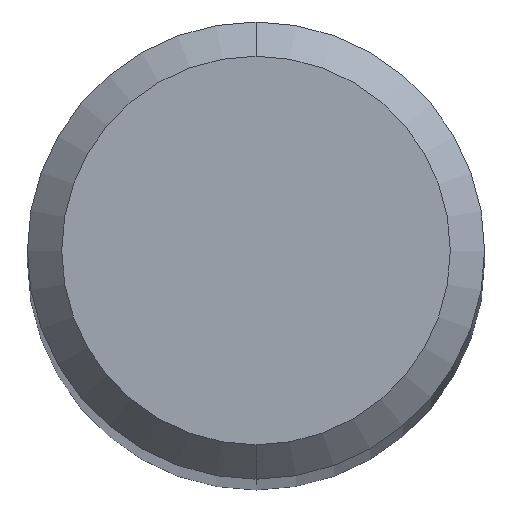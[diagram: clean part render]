
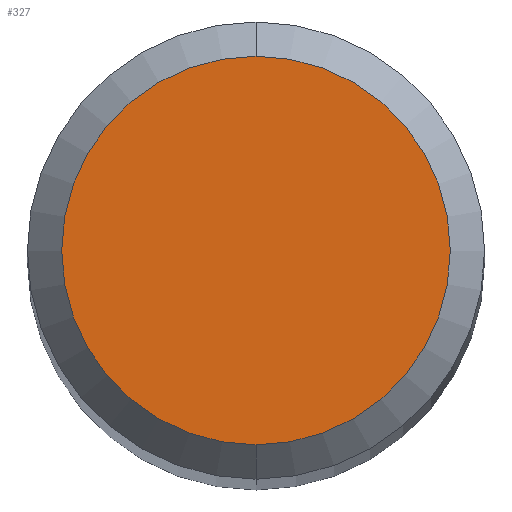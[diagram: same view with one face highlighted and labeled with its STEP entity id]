
A CAD part, top view. The second image highlights one B-rep face of the part: STEP entity #327.
In plain terms, the highlighted planar face has unit normal (0, 0, 1).
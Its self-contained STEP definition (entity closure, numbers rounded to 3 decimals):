
#219=VERTEX_POINT('',#529);
#237=EDGE_CURVE('',#219,#353,#548,.T.);
#327=ADVANCED_FACE('',(#647),#648,.T.);
#351=EDGE_CURVE('',#353,#219,#677,.T.);
#353=VERTEX_POINT('',#679);
#529=CARTESIAN_POINT('',(0.,-1.7,0.0));
#548=CIRCLE('',#907,1.7);
#647=FACE_OUTER_BOUND('',#1134,.T.);
#648=PLANE('',#1135);
#677=CIRCLE('',#1170,1.7);
#679=CARTESIAN_POINT('',(0.0,1.7,0.0));
#907=AXIS2_PLACEMENT_3D('',#1504,#1505,#1506);
#1134=EDGE_LOOP('',(#1628,#1629));
#1135=AXIS2_PLACEMENT_3D('',#1630,#1631,#1632);
#1170=AXIS2_PLACEMENT_3D('',#1680,#1681,#1682);
#1504=CARTESIAN_POINT('',(0.0,0.0,0.0));
#1505=DIRECTION('',(0.0,0.0,-1.0));
#1506=DIRECTION('',(0.0,1.0,0.0));
#1628=ORIENTED_EDGE('',*,*,#351,.F.);
#1629=ORIENTED_EDGE('',*,*,#237,.F.);
#1630=CARTESIAN_POINT('',(0.0,0.85,0.0));
#1631=DIRECTION('',(-0.0,0.0,1.0));
#1632=DIRECTION('',(0.0,-1.0,0.0));
#1680=CARTESIAN_POINT('',(0.0,0.0,0.0));
#1681=DIRECTION('',(0.0,0.0,-1.0));
#1682=DIRECTION('',(0.0,1.0,0.0));
